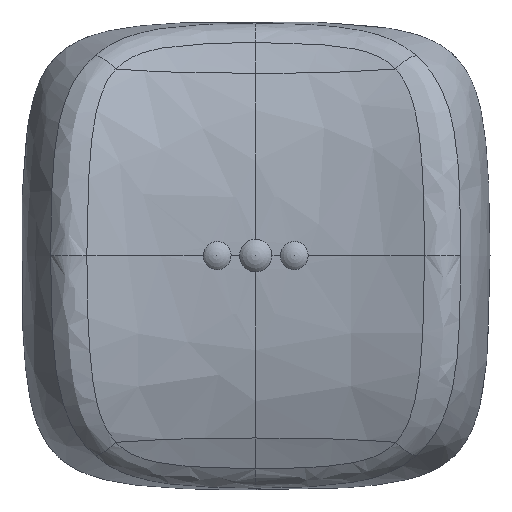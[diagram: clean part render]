
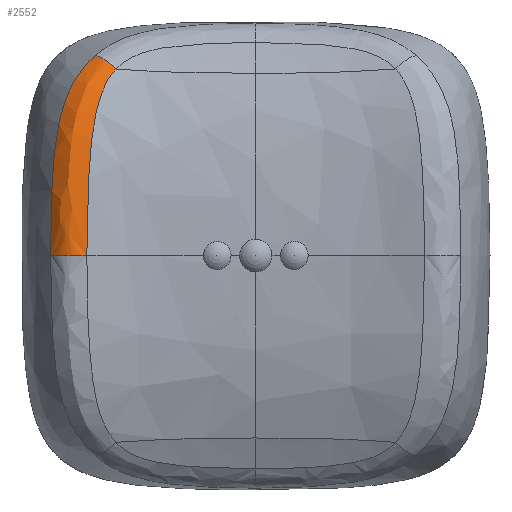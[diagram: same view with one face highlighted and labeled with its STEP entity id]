
A CAD part, top view. The second image highlights one B-rep face of the part: STEP entity #2552.
In plain terms, the highlighted free-form (B-spline) face has degree [3, 3] with [5, 7] control points.
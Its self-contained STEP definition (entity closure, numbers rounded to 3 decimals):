
#312=FACE_OUTER_BOUND('',#474,.T.);
#474=EDGE_LOOP('',(#2247,#2248,#2249,#2250));
#684=CIRCLE('',#2803,1.26);
#685=CIRCLE('',#2804,1.26);
#792=B_SPLINE_CURVE_WITH_KNOTS('',3,(#8956,#8957,#8958,#8959,#8960,#8961,
#8962),.UNSPECIFIED.,.F.,.F.,(4,1,1,1,4),(0.,0.307,0.511,
0.613,0.715),.UNSPECIFIED.);
#819=B_SPLINE_CURVE_WITH_KNOTS('',3,(#19563,#19564,#19565,#19566,#19567,
#19568,#19569),.UNSPECIFIED.,.F.,.F.,(4,1,1,1,4),(-0.715,-0.613,
-0.511,-0.307,0.),.UNSPECIFIED.);
#1045=VERTEX_POINT('',#8945);
#1046=VERTEX_POINT('',#8955);
#1071=VERTEX_POINT('',#19553);
#1072=VERTEX_POINT('',#19562);
#1422=EDGE_CURVE('',#1046,#1045,#792,.T.);
#1461=EDGE_CURVE('',#1072,#1071,#819,.T.);
#1468=EDGE_CURVE('',#1046,#1071,#684,.T.);
#1469=EDGE_CURVE('',#1045,#1072,#685,.T.);
#2247=ORIENTED_EDGE('',*,*,#1469,.T.);
#2248=ORIENTED_EDGE('',*,*,#1461,.T.);
#2249=ORIENTED_EDGE('',*,*,#1468,.F.);
#2250=ORIENTED_EDGE('',*,*,#1422,.T.);
#2393=B_SPLINE_SURFACE_WITH_KNOTS('',3,3,((#19676,#19677,#19678,#19679,
#19680,#19681,#19682),(#19683,#19684,#19685,#19686,#19687,#19688,#19689),
(#19690,#19691,#19692,#19693,#19694,#19695,#19696),(#19697,#19698,#19699,
#19700,#19701,#19702,#19703),(#19704,#19705,#19706,#19707,#19708,#19709,
#19710)),.UNSPECIFIED.,.F.,.F.,.F.,(4,1,4),(4,1,1,1,4),(0.,0.5,1.),(0.,
0.307,0.511,0.613,0.715),
 .UNSPECIFIED.);
#2552=ADVANCED_FACE('',(#312),#2393,.F.);
#2803=AXIS2_PLACEMENT_3D('',#19675,#3338,#3339);
#2804=AXIS2_PLACEMENT_3D('',#19711,#3340,#3341);
#3338=DIRECTION('center_axis',(0.,-1.,
0.));
#3339=DIRECTION('ref_axis',(0.293,0.,0.956));
#3340=DIRECTION('center_axis',(-0.685,-0.606,0.404));
#3341=DIRECTION('ref_axis',(0.213,0.365,0.907));
#8945=CARTESIAN_POINT('',(-5.372,7.167,4.215));
#8955=CARTESIAN_POINT('',(-6.484,0.,5.536));
#8956=CARTESIAN_POINT('Ctrl Pts',(-6.484,0.,
5.536));
#8957=CARTESIAN_POINT('Ctrl Pts',(-6.484,1.045,5.536));
#8958=CARTESIAN_POINT('Ctrl Pts',(-6.451,2.802,5.487));
#8959=CARTESIAN_POINT('Ctrl Pts',(-6.275,4.973,5.121));
#8960=CARTESIAN_POINT('Ctrl Pts',(-5.927,6.344,4.658));
#8961=CARTESIAN_POINT('Ctrl Pts',(-5.587,6.924,4.363));
#8962=CARTESIAN_POINT('Ctrl Pts',(-5.372,7.167,4.215));
#19553=CARTESIAN_POINT('',(-7.877,0.,5.065));
#19562=CARTESIAN_POINT('',(-6.158,7.689,3.669));
#19563=CARTESIAN_POINT('Ctrl Pts',(-6.158,7.689,3.669));
#19564=CARTESIAN_POINT('Ctrl Pts',(-6.486,7.404,3.854));
#19565=CARTESIAN_POINT('Ctrl Pts',(-7.068,6.667,4.197));
#19566=CARTESIAN_POINT('Ctrl Pts',(-7.639,5.055,4.631));
#19567=CARTESIAN_POINT('Ctrl Pts',(-7.848,2.821,4.997));
#19568=CARTESIAN_POINT('Ctrl Pts',(-7.877,1.059,5.065));
#19569=CARTESIAN_POINT('Ctrl Pts',(-7.877,0.,
5.065));
#19675=CARTESIAN_POINT('Origin',(-6.853,0.,4.332));
#19676=CARTESIAN_POINT('Ctrl Pts',(-6.484,0.,
5.536));
#19677=CARTESIAN_POINT('Ctrl Pts',(-6.484,1.045,5.536));
#19678=CARTESIAN_POINT('Ctrl Pts',(-6.451,2.802,5.487));
#19679=CARTESIAN_POINT('Ctrl Pts',(-6.275,4.973,5.121));
#19680=CARTESIAN_POINT('Ctrl Pts',(-5.927,6.344,4.658));
#19681=CARTESIAN_POINT('Ctrl Pts',(-5.587,6.924,4.363));
#19682=CARTESIAN_POINT('Ctrl Pts',(-5.372,7.167,4.215));
#19683=CARTESIAN_POINT('Ctrl Pts',(-6.734,0.,
5.613));
#19684=CARTESIAN_POINT('Ctrl Pts',(-6.734,1.051,5.613));
#19685=CARTESIAN_POINT('Ctrl Pts',(-6.703,2.817,5.564));
#19686=CARTESIAN_POINT('Ctrl Pts',(-6.52,5.026,5.185));
#19687=CARTESIAN_POINT('Ctrl Pts',(-6.124,6.447,4.681));
#19688=CARTESIAN_POINT('Ctrl Pts',(-5.738,7.05,4.355));
#19689=CARTESIAN_POINT('Ctrl Pts',(-5.503,7.3,4.193));
#19690=CARTESIAN_POINT('Ctrl Pts',(-7.283,0.,
5.605));
#19691=CARTESIAN_POINT('Ctrl Pts',(-7.283,1.061,5.605));
#19692=CARTESIAN_POINT('Ctrl Pts',(-7.257,2.837,5.551));
#19693=CARTESIAN_POINT('Ctrl Pts',(-7.056,5.102,5.158));
#19694=CARTESIAN_POINT('Ctrl Pts',(-6.547,6.618,4.619));
#19695=CARTESIAN_POINT('Ctrl Pts',(-6.062,7.271,4.252));
#19696=CARTESIAN_POINT('Ctrl Pts',(-5.783,7.534,4.07));
#19697=CARTESIAN_POINT('Ctrl Pts',(-7.725,0.,
5.278));
#19698=CARTESIAN_POINT('Ctrl Pts',(-7.725,1.061,5.278));
#19699=CARTESIAN_POINT('Ctrl Pts',(-7.698,2.83,5.215));
#19700=CARTESIAN_POINT('Ctrl Pts',(-7.488,5.085,4.837));
#19701=CARTESIAN_POINT('Ctrl Pts',(-6.919,6.673,4.359));
#19702=CARTESIAN_POINT('Ctrl Pts',(-6.36,7.382,4.003));
#19703=CARTESIAN_POINT('Ctrl Pts',(-6.045,7.66,3.816));
#19704=CARTESIAN_POINT('Ctrl Pts',(-7.877,0.,
5.065));
#19705=CARTESIAN_POINT('Ctrl Pts',(-7.877,1.059,5.065));
#19706=CARTESIAN_POINT('Ctrl Pts',(-7.848,2.821,4.997));
#19707=CARTESIAN_POINT('Ctrl Pts',(-7.639,5.055,4.631));
#19708=CARTESIAN_POINT('Ctrl Pts',(-7.068,6.667,4.197));
#19709=CARTESIAN_POINT('Ctrl Pts',(-6.486,7.404,3.854));
#19710=CARTESIAN_POINT('Ctrl Pts',(-6.158,7.689,3.669));
#19711=CARTESIAN_POINT('Origin',(-5.64,6.707,3.073));
